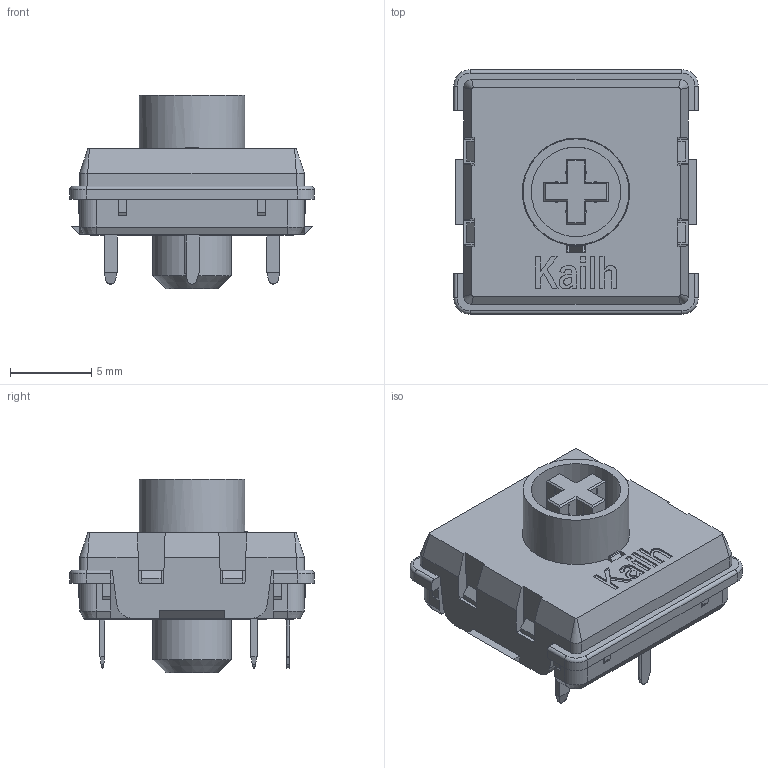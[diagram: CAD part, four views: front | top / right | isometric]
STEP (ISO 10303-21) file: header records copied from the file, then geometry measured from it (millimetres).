
FILE_DESCRIPTION(('FreeCAD Model'),'2;1');
FILE_NAME('Open CASCADE Shape Model','2023-08-24T02:44:57',(''),(''), 'Open CASCADE STEP processor 7.6','FreeCAD','Unknown');
FILE_SCHEMA(('AUTOMOTIVE_DESIGN { 1 0 10303 214 1 1 1 1 }'));
Length unit declared in the file: millimetre
Products named in the file (8): brown; bottom; contact; top; stem_tactile; pin1; pin2; pin3
Assembly tree (7 placements, depth 2):
  brown
    bottom
    contact
    top
    stem_tactile
    pin1
    pin2
    pin3
Bounding box: 15 x 15 x 11.9 mm (x, y, z)
Volume: 666.1 mm3; surface area: 2256.5 mm2
Topology: 7 solids, 7 shells, 885 faces, 2337 edges, 1478 vertices
Faces by surface type: plane 556, cylinder 185, extrusion 60, torus 46, bspline 16, sphere 14, cone 8
Full cylindrical faces by diameter (mm): 0.25 x1, 0.5 x4, 0.95 x4, 1 x4, 1.7 x1, 1.8 x1, 2.8 x1, 4 x2, 4.8 x1, 5.5 x1, 6.5 x1
Entity records: 27534 total; most frequent: CARTESIAN_POINT 5501, ORIENTED_EDGE 4642, DIRECTION 4303, EDGE_CURVE 2321, VECTOR 1781, LINE 1721, VERTEX_POINT 1478, AXIS2_PLACEMENT_3D 1261
